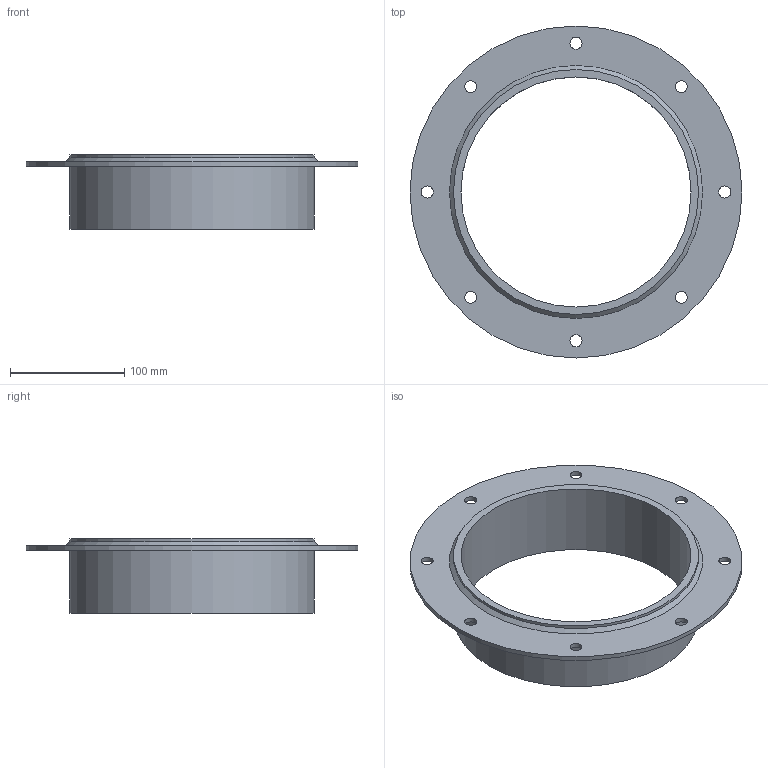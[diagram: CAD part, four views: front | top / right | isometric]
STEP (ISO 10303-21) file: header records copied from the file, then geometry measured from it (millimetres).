
FILE_DESCRIPTION((''),'2;1');
FILE_NAME('SLFRS200.stp','2017-02-08T07:38:04',('se-mareng'),(''),'Autodesk Inventor 2013','Autodesk Inventor 2013','');
FILE_SCHEMA(('AUTOMOTIVE_DESIGN { 1 0 10303 214 1 1 1 1 }'));
Length unit declared in the file: millimetre
Products named in the file (1): SLFRS200_old
Bounding box: 290 x 290 x 65 mm (x, y, z)
Volume: 397146.9 mm3; surface area: 152649.4 mm2
Topology: 1 solids, 1 shells, 17 faces, 47 edges, 34 vertices
Faces by surface type: cylinder 12, plane 4, cone 1
Full cylindrical faces by diameter (mm): 10.5 x8, 201 x1, 214 x2, 290 x1
Entity records: 493 total; most frequent: DIRECTION 86, CARTESIAN_POINT 68, ORIENTED_EDGE 50, EDGE_LOOP 50, AXIS2_PLACEMENT_3D 43, FACE_BOUND 33, VERTEX_POINT 25, CIRCLE 25
